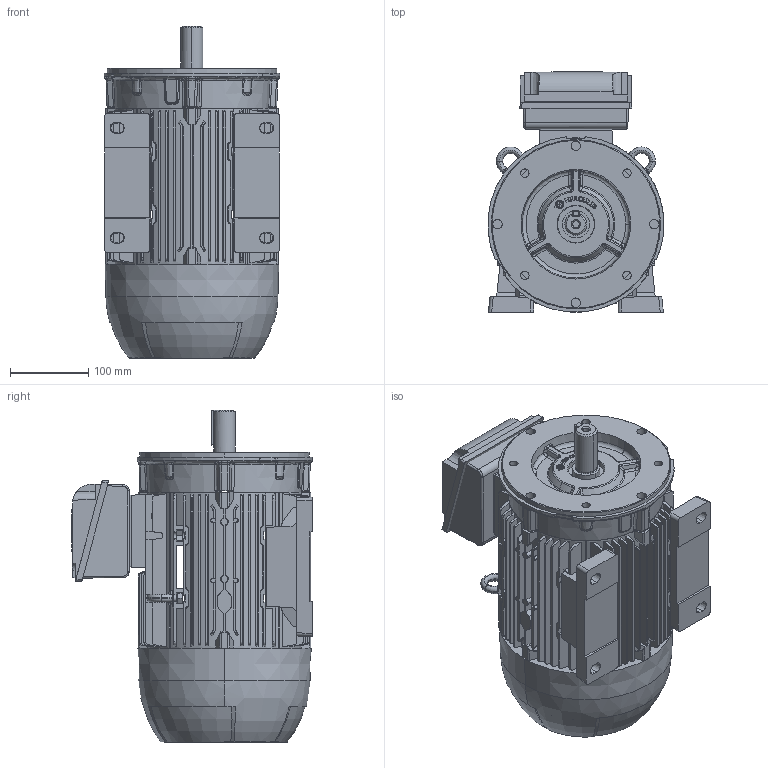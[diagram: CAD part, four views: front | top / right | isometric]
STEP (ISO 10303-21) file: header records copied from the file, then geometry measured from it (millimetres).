
FILE_DESCRIPTION (( 'STEP AP203' ), '1' );
FILE_NAME ('112L_CP_FC_TOP.STEP', '2022-06-29T11:14:18', ( '' ), ( '' ), 'SwSTEP 2.0', 'SolidWorks 2020', '' );
FILE_SCHEMA (( 'CONFIG_CONTROL_DESIGN' ));
Length unit declared in the file: millimetre
Products named in the file (1): 112L_CP_FC_TOP
Bounding box: 224.21 x 306.69 x 423.2 mm (x, y, z)
Surface area: 749555.4 mm2 (no closed solid volume)
Topology: 0 solids, 18 shells, 1844 faces, 5699 edges, 3816 vertices
Faces by surface type: plane 931, cylinder 388, cone 220, bspline 206, torus 97, sphere 2
Entity records: 72960 total; most frequent: CARTESIAN_POINT 26959, ORIENTED_EDGE 10099, DIRECTION 8311, EDGE_CURVE 5669, VERTEX_POINT 3816, LINE 2975, VECTOR 2975, AXIS2_PLACEMENT_3D 2668
